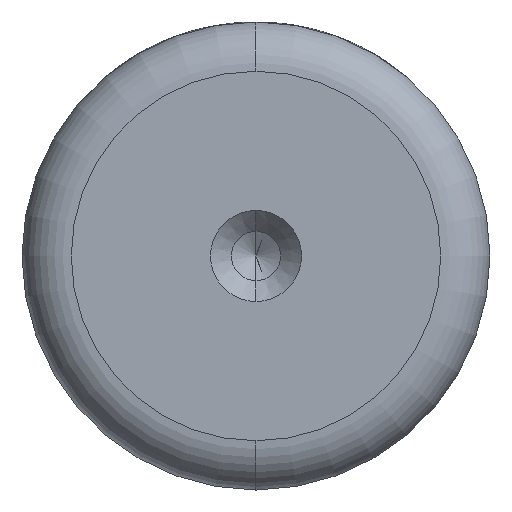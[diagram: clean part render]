
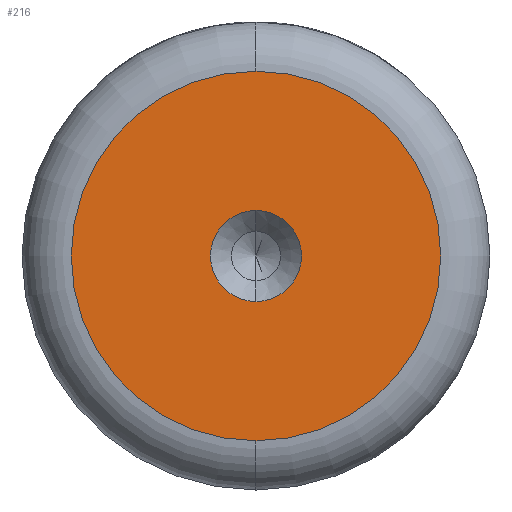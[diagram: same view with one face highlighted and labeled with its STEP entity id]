
A CAD part, left-side view. The second image highlights one B-rep face of the part: STEP entity #216.
In plain terms, the highlighted planar face has unit normal (-1, 0, 0).
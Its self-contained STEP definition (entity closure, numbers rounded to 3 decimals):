
#18 = CARTESIAN_POINT ( 'NONE',  ( 0., 0., 7.5 ) ) ;
#32 = VERTEX_POINT ( 'NONE', #18 ) ;
#179 = AXIS2_PLACEMENT_3D ( 'NONE', #311, #1031, #425 ) ;
#189 = AXIS2_PLACEMENT_3D ( 'NONE', #542, #1245, #639 ) ;
#204 = CIRCLE ( 'NONE', #189, 7.5 ) ;
#216 = ADVANCED_FACE ( 'NONE', ( #1034, #1068 ), #1043, .T. ) ;
#217 = EDGE_CURVE ( 'NONE', #32, #1179, #834, .T. ) ;
#255 = CIRCLE ( 'NONE', #521, 1.85 ) ;
#311 = CARTESIAN_POINT ( 'NONE',  ( 0., 0., 0. ) ) ;
#335 = DIRECTION ( 'NONE',  ( -1., 0., 0. ) ) ;
#372 = ORIENTED_EDGE ( 'NONE', *, *, #408, .F. ) ;
#376 = CARTESIAN_POINT ( 'NONE',  ( 0., 0., -1.85 ) ) ;
#408 = EDGE_CURVE ( 'NONE', #428, #827, #255, .T. ) ;
#425 = DIRECTION ( 'NONE',  ( 0., 0., 1. ) ) ;
#428 = VERTEX_POINT ( 'NONE', #376 ) ;
#484 = DIRECTION ( 'NONE',  ( -1., 0., 0. ) ) ;
#521 = AXIS2_PLACEMENT_3D ( 'NONE', #1091, #484, #1191 ) ;
#542 = CARTESIAN_POINT ( 'NONE',  ( 0., 0., 0. ) ) ;
#639 = DIRECTION ( 'NONE',  ( 0., 0., 1. ) ) ;
#643 = DIRECTION ( 'NONE',  ( 0., 0., 1. ) ) ;
#675 = EDGE_CURVE ( 'NONE', #827, #428, #1069, .T. ) ;
#709 = EDGE_CURVE ( 'NONE', #1179, #32, #204, .T. ) ;
#754 = CARTESIAN_POINT ( 'NONE',  ( 0., 0., 1.85 ) ) ;
#769 = AXIS2_PLACEMENT_3D ( 'NONE', #1155, #1147, #643 ) ;
#782 = AXIS2_PLACEMENT_3D ( 'NONE', #951, #335, #1048 ) ;
#827 = VERTEX_POINT ( 'NONE', #754 ) ;
#828 = ORIENTED_EDGE ( 'NONE', *, *, #217, .T. ) ;
#834 = CIRCLE ( 'NONE', #782, 7.5 ) ;
#900 = CARTESIAN_POINT ( 'NONE',  ( 0., 0., -7.5 ) ) ;
#951 = CARTESIAN_POINT ( 'NONE',  ( 0., 0., 0. ) ) ;
#960 = EDGE_LOOP ( 'NONE', ( #828, #1127 ) ) ;
#972 = ORIENTED_EDGE ( 'NONE', *, *, #675, .F. ) ;
#1031 = DIRECTION ( 'NONE',  ( -1., 0., 0. ) ) ;
#1034 = FACE_BOUND ( 'NONE', #1250, .T. ) ;
#1043 = PLANE ( 'NONE',  #769 ) ;
#1048 = DIRECTION ( 'NONE',  ( 0., 0., 1. ) ) ;
#1068 = FACE_OUTER_BOUND ( 'NONE', #960, .T. ) ;
#1069 = CIRCLE ( 'NONE', #179, 1.85 ) ;
#1091 = CARTESIAN_POINT ( 'NONE',  ( 0., 0., 0. ) ) ;
#1127 = ORIENTED_EDGE ( 'NONE', *, *, #709, .T. ) ;
#1147 = DIRECTION ( 'NONE',  ( -1., 0., 0. ) ) ;
#1155 = CARTESIAN_POINT ( 'NONE',  ( 0., 0., 0. ) ) ;
#1179 = VERTEX_POINT ( 'NONE', #900 ) ;
#1191 = DIRECTION ( 'NONE',  ( 0., 0., 1. ) ) ;
#1245 = DIRECTION ( 'NONE',  ( -1., 0., 0. ) ) ;
#1250 = EDGE_LOOP ( 'NONE', ( #972, #372 ) ) ;
